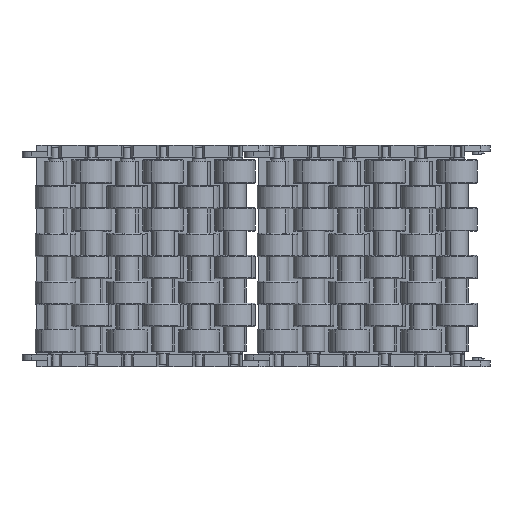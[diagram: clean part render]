
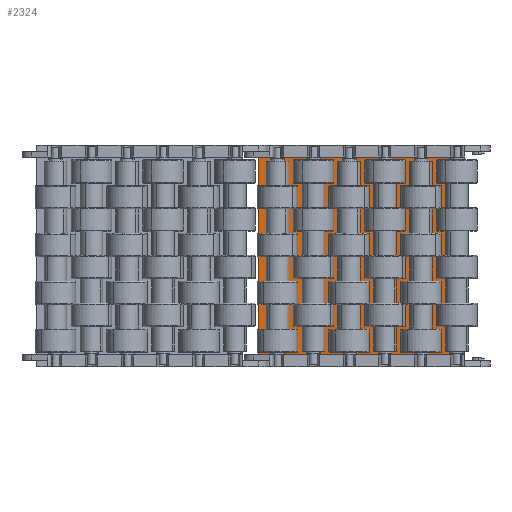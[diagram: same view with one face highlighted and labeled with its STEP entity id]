
A CAD part, top view. The second image highlights one B-rep face of the part: STEP entity #2324.
In plain terms, the highlighted planar face has unit normal (0, 0, 1).
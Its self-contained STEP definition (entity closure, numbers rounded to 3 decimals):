
#16 = VECTOR ( 'NONE', #7296, 1000. ) ;
#371 = ORIENTED_EDGE ( 'NONE', *, *, #2908, .F. ) ;
#496 = DIRECTION ( 'NONE',  ( 1., 0., 0. ) ) ;
#649 = VECTOR ( 'NONE', #9187, 1000. ) ;
#729 = LINE ( 'NONE', #5847, #1319 ) ;
#773 = ORIENTED_EDGE ( 'NONE', *, *, #8495, .T. ) ;
#780 = VERTEX_POINT ( 'NONE', #4097 ) ;
#994 = EDGE_CURVE ( 'NONE', #3185, #780, #9186, .T. ) ;
#1021 = VERTEX_POINT ( 'NONE', #7944 ) ;
#1033 = VERTEX_POINT ( 'NONE', #6536 ) ;
#1319 = VECTOR ( 'NONE', #5657, 1000. ) ;
#1489 = ORIENTED_EDGE ( 'NONE', *, *, #994, .F. ) ;
#1861 = LINE ( 'NONE', #4691, #5706 ) ;
#2285 = ORIENTED_EDGE ( 'NONE', *, *, #9125, .F. ) ;
#2287 = ORIENTED_EDGE ( 'NONE', *, *, #6112, .F. ) ;
#2324 = ADVANCED_FACE ( 'NONE', ( #4516 ), #4704, .F. ) ;
#2434 = CARTESIAN_POINT ( 'NONE',  ( -41.15, -33.1, 0. ) ) ;
#2654 = EDGE_CURVE ( 'NONE', #780, #1021, #1861, .T. ) ;
#2749 = CARTESIAN_POINT ( 'NONE',  ( -36.413, -33.1, 0. ) ) ;
#2805 = EDGE_LOOP ( 'NONE', ( #3292, #2287, #8582, #1489, #371, #2285, #6459, #773 ) ) ;
#2908 = EDGE_CURVE ( 'NONE', #1033, #3185, #729, .T. ) ;
#3110 = AXIS2_PLACEMENT_3D ( 'NONE', #2434, #7540, #5220 ) ;
#3111 = DIRECTION ( 'NONE',  ( 0., -1., 0. ) ) ;
#3136 = LINE ( 'NONE', #6411, #4216 ) ;
#3185 = VERTEX_POINT ( 'NONE', #5688 ) ;
#3258 = CARTESIAN_POINT ( 'NONE',  ( -41.15, 33.1, 0. ) ) ;
#3292 = ORIENTED_EDGE ( 'NONE', *, *, #8526, .F. ) ;
#3305 = DIRECTION ( 'NONE',  ( 1., 0., 0. ) ) ;
#3370 = CARTESIAN_POINT ( 'NONE',  ( -36.413, -33.1, 0. ) ) ;
#3381 = LINE ( 'NONE', #2749, #8573 ) ;
#3938 = EDGE_CURVE ( 'NONE', #7233, #5944, #3381, .T. ) ;
#4014 = CARTESIAN_POINT ( 'NONE',  ( -41.15, -16.85, 0. ) ) ;
#4097 = CARTESIAN_POINT ( 'NONE',  ( 30.15, 16.85, 0. ) ) ;
#4216 = VECTOR ( 'NONE', #7966, 1000. ) ;
#4394 = VERTEX_POINT ( 'NONE', #5820 ) ;
#4516 = FACE_OUTER_BOUND ( 'NONE', #2805, .T. ) ;
#4691 = CARTESIAN_POINT ( 'NONE',  ( 30.15, -33.1, 0. ) ) ;
#4704 = PLANE ( 'NONE',  #3110 ) ;
#4743 = LINE ( 'NONE', #6878, #5424 ) ;
#5220 = DIRECTION ( 'NONE',  ( -1., 0., 0. ) ) ;
#5424 = VECTOR ( 'NONE', #496, 1000. ) ;
#5657 = DIRECTION ( 'NONE',  ( 0., -1., 0. ) ) ;
#5688 = CARTESIAN_POINT ( 'NONE',  ( 32.65, 16.85, 0. ) ) ;
#5706 = VECTOR ( 'NONE', #3111, 1000. ) ;
#5820 = CARTESIAN_POINT ( 'NONE',  ( 32.65, -33.1, 0. ) ) ;
#5847 = CARTESIAN_POINT ( 'NONE',  ( 32.65, -33.1, 0. ) ) ;
#5944 = VERTEX_POINT ( 'NONE', #7156 ) ;
#6054 = LINE ( 'NONE', #3258, #7589 ) ;
#6112 = EDGE_CURVE ( 'NONE', #1021, #8438, #7560, .T. ) ;
#6133 = CARTESIAN_POINT ( 'NONE',  ( 32.65, -16.85, 0. ) ) ;
#6411 = CARTESIAN_POINT ( 'NONE',  ( 32.65, -33.1, 0. ) ) ;
#6459 = ORIENTED_EDGE ( 'NONE', *, *, #3938, .F. ) ;
#6536 = CARTESIAN_POINT ( 'NONE',  ( 32.65, 33.1, 0. ) ) ;
#6878 = CARTESIAN_POINT ( 'NONE',  ( -41.15, -33.1, 0. ) ) ;
#7156 = CARTESIAN_POINT ( 'NONE',  ( -36.413, 33.1, 0. ) ) ;
#7197 = CARTESIAN_POINT ( 'NONE',  ( -41.15, 16.85, 0. ) ) ;
#7233 = VERTEX_POINT ( 'NONE', #3370 ) ;
#7296 = DIRECTION ( 'NONE',  ( -1., 0., 0. ) ) ;
#7540 = DIRECTION ( 'NONE',  ( 0., 0., -1. ) ) ;
#7560 = LINE ( 'NONE', #4014, #649 ) ;
#7589 = VECTOR ( 'NONE', #3305, 1000. ) ;
#7944 = CARTESIAN_POINT ( 'NONE',  ( 30.15, -16.85, 0. ) ) ;
#7966 = DIRECTION ( 'NONE',  ( 0., -1., 0. ) ) ;
#8438 = VERTEX_POINT ( 'NONE', #6133 ) ;
#8495 = EDGE_CURVE ( 'NONE', #7233, #4394, #4743, .T. ) ;
#8526 = EDGE_CURVE ( 'NONE', #8438, #4394, #3136, .T. ) ;
#8573 = VECTOR ( 'NONE', #9065, 1000. ) ;
#8582 = ORIENTED_EDGE ( 'NONE', *, *, #2654, .F. ) ;
#9065 = DIRECTION ( 'NONE',  ( 0., 1., 0. ) ) ;
#9125 = EDGE_CURVE ( 'NONE', #5944, #1033, #6054, .T. ) ;
#9186 = LINE ( 'NONE', #7197, #16 ) ;
#9187 = DIRECTION ( 'NONE',  ( 1., 0., 0. ) ) ;
